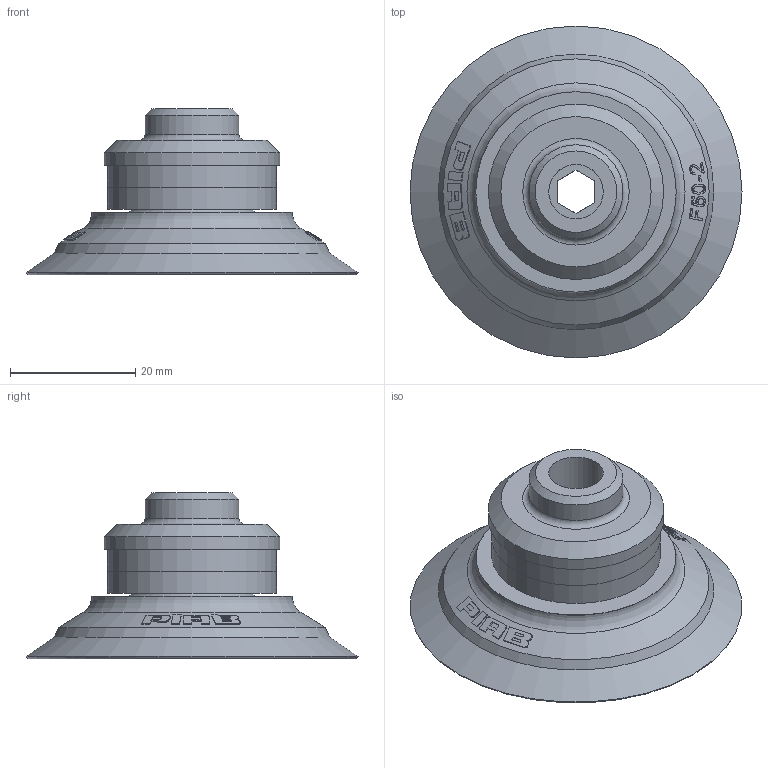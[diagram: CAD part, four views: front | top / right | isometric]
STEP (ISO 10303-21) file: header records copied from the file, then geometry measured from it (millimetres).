
FILE_DESCRIPTION( ( 'Unknown' ), '1' );
FILE_NAME( 'SE-0412775.stp', 'Unknown', ( 'Unknown' ), ( 'Unknown' ), 'PSStep 17.0.49', 'Unknown', ' ' );
FILE_SCHEMA( ( 'AUTOMOTIVE_DESIGN { 1 0 10303 214 1 1 1 1 }' ) );
Length unit declared in the file: millimetre
Products named in the file (4): Assem1; SE-0412759; 0101086; 3150198
Assembly tree (3 placements, depth 2):
  Assem1
    SE-0412759
    0101086
    3150198
Bounding box: 53 x 53 x 26.5 mm (x, y, z)
Volume: 19306 mm3; surface area: 10110.3 mm2
Topology: 3 solids, 3 shells, 147 faces, 351 edges, 230 vertices
Faces by surface type: plane 83, cylinder 30, cone 20, torus 8, extrusion 6
Full cylindrical faces by diameter (mm): 8.7 x1, 10.5 x1, 12 x1, 12.5 x1, 14 x2, 15 x2, 19 x1, 19.5 x1, 27 x2, 28 x1, 32 x1
Entity records: 4999 total; most frequent: CARTESIAN_POINT 1983, ORIENTED_EDGE 628, DIRECTION 472, EDGE_CURVE 314, VERTEX_POINT 224, EDGE_LOOP 204, AXIS2_PLACEMENT_3D 185, B_SPLINE_CURVE_WITH_KNOTS 184
